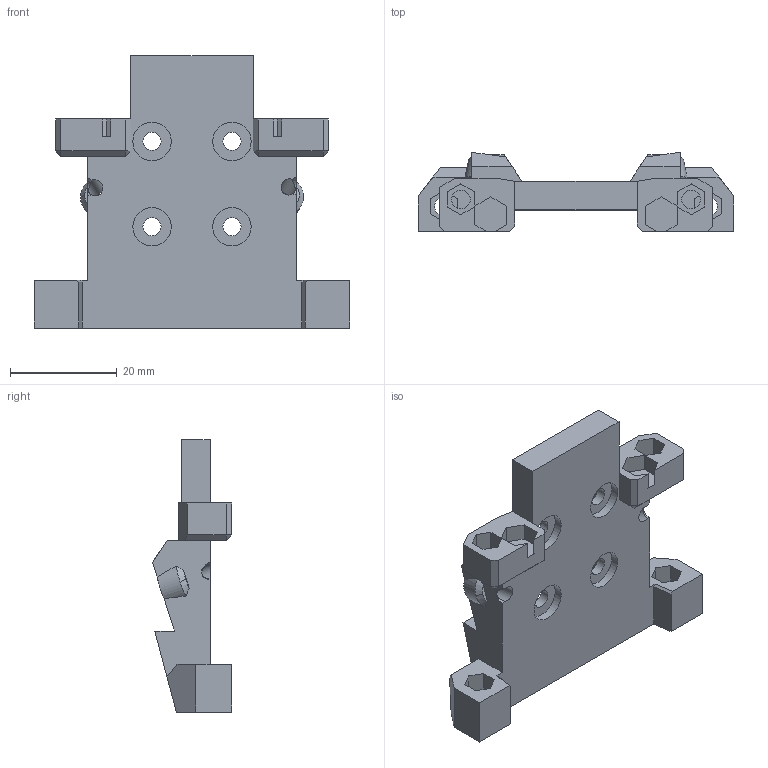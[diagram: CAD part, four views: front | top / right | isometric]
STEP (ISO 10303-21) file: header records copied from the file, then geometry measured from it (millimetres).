
FILE_DESCRIPTION(('FreeCAD Model'),'2;1');
FILE_NAME('Open CASCADE Shape Model','2024-03-29T15:57:29',(''),(''), 'Open CASCADE STEP processor 7.6','FreeCAD','Unknown');
FILE_SCHEMA(('AUTOMOTIVE_DESIGN { 1 0 10303 214 1 1 1 1 }'));
Length unit declared in the file: millimetre
Products named in the file (2): Front_Rail_Side; Rail_Side-Body
Assembly tree (1 placements, depth 2):
  Front_Rail_Side
    Rail_Side-Body
Bounding box: 59.1 x 14.85 x 51.07 mm (x, y, z)
Volume: 11285.7 mm3; surface area: 7476.7 mm2
Topology: 1 solids, 1 shells, 159 faces, 434 edges, 283 vertices
Faces by surface type: plane 135, cylinder 16, cone 5, bspline 3
Full cylindrical faces by diameter (mm): 2.9 x2, 3.4 x4, 3.5 x4, 7.2 x4
Entity records: 11464 total; most frequent: CARTESIAN_POINT 2668, DIRECTION 1618, LINE 1166, VECTOR 1166, ORIENTED_EDGE 868, PCURVE 868, DEFINITIONAL_REPRESENTATION 868, EDGE_CURVE 434
